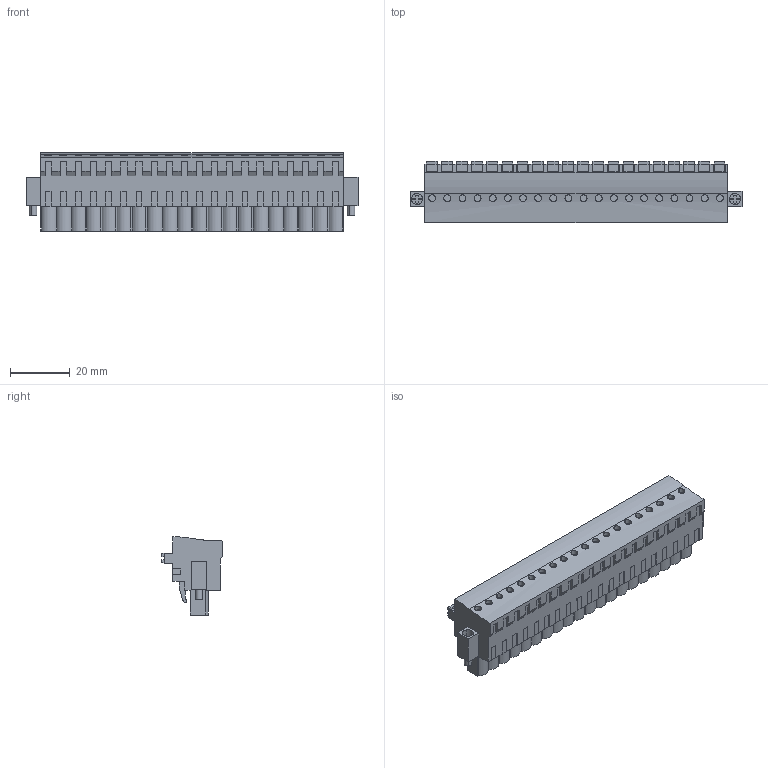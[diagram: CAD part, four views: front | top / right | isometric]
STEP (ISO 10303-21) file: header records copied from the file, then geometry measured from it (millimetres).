
FILE_DESCRIPTION(('CATIA V5 STEP Exchange','CAx-IF Rec.Pracs.--- Model Styling and Organization---1.2---2011-12-15'),'2;1');
FILE_NAME ('D1446327_0_1002270000_1002270000.stp','2017-09-09T13:39:32+00:00',('none'),('Weidmueller'),'CATIA Version 5-6 Release 2014','CATIA V5 STEP AP214','none');
FILE_SCHEMA(('AUTOMOTIVE_DESIGN { 1 0 10303 214 1 1 1 1 }'));
Length unit declared in the file: millimetre
Products named in the file (1): 1002270000
Bounding box: 111.4 x 20.64 x 26.24 mm (x, y, z)
Volume: 31386.8 mm3; surface area: 13624.5 mm2
Topology: 23 solids, 23 shells, 1345 faces, 3864 edges, 2651 vertices
Faces by surface type: plane 1077, cylinder 260, extrusion 8
Entity records: 43559 total; most frequent: CARTESIAN_POINT 8517, ORIENTED_EDGE 7728, DIRECTION 5644, EDGE_CURVE 3864, VECTOR 3292, LINE 3284, VERTEX_POINT 2651, EDGE_LOOP 1435
